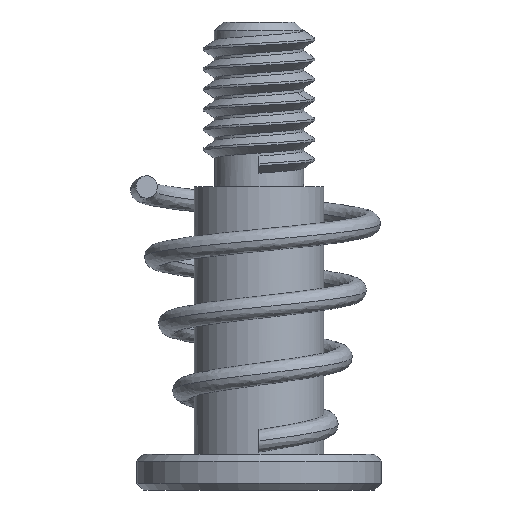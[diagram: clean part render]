
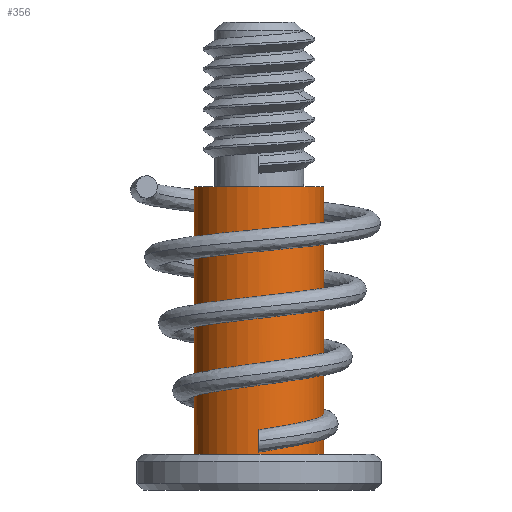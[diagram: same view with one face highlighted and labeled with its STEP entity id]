
A CAD part, front view. The second image highlights one B-rep face of the part: STEP entity #356.
In plain terms, the highlighted cylindrical face has radius 1.45 mm (diameter 2.9 mm), a partial arc.
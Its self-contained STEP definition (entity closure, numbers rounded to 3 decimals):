
#91=CYLINDRICAL_SURFACE('',#1267,1.45);
#136=LINE('',#3588,#217);
#137=LINE('',#3589,#218);
#138=LINE('',#3631,#219);
#139=LINE('',#3635,#220);
#140=LINE('',#3654,#221);
#217=VECTOR('',#1416,1.);
#218=VECTOR('',#1417,1.);
#219=VECTOR('',#1418,1.);
#220=VECTOR('',#1421,1.);
#221=VECTOR('',#1422,1.);
#318=B_SPLINE_CURVE_WITH_KNOTS('',3,(#3570,#3571,#3572,#3573,#3574,#3575,
#3576,#3577,#3578,#3579,#3580,#3581,#3582,#3583,#3584,#3585),
 .UNSPECIFIED.,.F.,.F.,(4,3,3,3,3,4),(0.,0.217,0.435,
0.652,0.87,1.),.UNSPECIFIED.);
#319=B_SPLINE_CURVE_WITH_KNOTS('',3,(#3591,#3592,#3593,#3594),
 .UNSPECIFIED.,.F.,.F.,(4,4),(0.,1.),.UNSPECIFIED.);
#320=B_SPLINE_CURVE_WITH_KNOTS('',3,(#3596,#3597,#3598,#3599,#3600,#3601,
#3602,#3603,#3604,#3605,#3606,#3607,#3608,#3609,#3610,#3611,#3612,#3613,
#3614,#3615,#3616,#3617,#3618,#3619,#3620,#3621,#3622,#3623,#3624,#3625,
#3626,#3627,#3628,#3629),.UNSPECIFIED.,.F.,.F.,(4,3,3,3,3,3,3,3,3,3,3,4),
(0.,0.329,0.553,0.704,0.804,
0.871,0.916,0.946,0.976,
0.988,0.996,1.),.UNSPECIFIED.);
#321=B_SPLINE_CURVE_WITH_KNOTS('',3,(#3637,#3638,#3639,#3640,#3641,#3642,
#3643,#3644,#3645,#3646,#3647,#3648,#3649,#3650,#3651,#3652),
 .UNSPECIFIED.,.F.,.F.,(4,3,3,3,3,4),(0.,0.211,0.421,
0.639,0.857,1.),.UNSPECIFIED.);
#356=ADVANCED_FACE('',(#442),#91,.T.);
#442=FACE_OUTER_BOUND('',#507,.T.);
#507=EDGE_LOOP('',(#691,#692,#693,#694,#695,#696,#697,#698,#699,#700,#701));
#691=ORIENTED_EDGE('',*,*,#1091,.F.);
#692=ORIENTED_EDGE('',*,*,#1092,.F.);
#693=ORIENTED_EDGE('',*,*,#1090,.T.);
#694=ORIENTED_EDGE('',*,*,#1093,.T.);
#695=ORIENTED_EDGE('',*,*,#1094,.F.);
#696=ORIENTED_EDGE('',*,*,#1095,.F.);
#697=ORIENTED_EDGE('',*,*,#1096,.T.);
#698=ORIENTED_EDGE('',*,*,#1097,.F.);
#699=ORIENTED_EDGE('',*,*,#1098,.F.);
#700=ORIENTED_EDGE('',*,*,#1099,.F.);
#701=ORIENTED_EDGE('',*,*,#1100,.T.);
#949=VERTEX_POINT('',#3566);
#950=VERTEX_POINT('',#3567);
#951=VERTEX_POINT('',#3586);
#952=VERTEX_POINT('',#3587);
#953=VERTEX_POINT('',#3590);
#954=VERTEX_POINT('',#3595);
#955=VERTEX_POINT('',#3630);
#956=VERTEX_POINT('',#3632);
#957=VERTEX_POINT('',#3634);
#958=VERTEX_POINT('',#3636);
#959=VERTEX_POINT('',#3653);
#1090=EDGE_CURVE('',#949,#950,#1203,.T.);
#1091=EDGE_CURVE('',#951,#952,#318,.T.);
#1092=EDGE_CURVE('',#949,#951,#136,.T.);
#1093=EDGE_CURVE('',#950,#953,#137,.T.);
#1094=EDGE_CURVE('',#954,#953,#319,.T.);
#1095=EDGE_CURVE('',#955,#954,#320,.T.);
#1096=EDGE_CURVE('',#955,#956,#138,.T.);
#1097=EDGE_CURVE('',#957,#956,#1204,.T.);
#1098=EDGE_CURVE('',#958,#957,#139,.T.);
#1099=EDGE_CURVE('',#959,#958,#321,.T.);
#1100=EDGE_CURVE('',#959,#952,#140,.T.);
#1203=CIRCLE('',#1264,1.45);
#1204=CIRCLE('',#1266,1.45);
#1264=AXIS2_PLACEMENT_3D('',#3568,#1412,#1413);
#1266=AXIS2_PLACEMENT_3D('',#3633,#1419,#1420);
#1267=AXIS2_PLACEMENT_3D('',#3655,#1423,#1424);
#1412=DIRECTION('',(0.,0.,-1.));
#1413=DIRECTION('',(1.,0.,0.));
#1416=DIRECTION('',(0.,0.,-1.));
#1417=DIRECTION('',(0.,0.,-1.));
#1418=DIRECTION('',(0.,0.,-1.));
#1419=DIRECTION('',(0.,0.,-1.));
#1420=DIRECTION('',(1.,0.,0.));
#1421=DIRECTION('',(0.,0.,-1.));
#1422=DIRECTION('',(0.,0.,1.));
#1423=DIRECTION('',(0.,0.,1.));
#1424=DIRECTION('',(1.,0.,0.));
#3566=CARTESIAN_POINT('',(1.45,0.,6.));
#3567=CARTESIAN_POINT('',(-1.45,0.,6.));
#3568=CARTESIAN_POINT('',(0.,0.,6.));
#3570=CARTESIAN_POINT('',(1.45,0.,0.912));
#3571=CARTESIAN_POINT('',(1.45,-0.164,0.887));
#3572=CARTESIAN_POINT('',(1.421,-0.331,0.861));
#3573=CARTESIAN_POINT('',(1.366,-0.485,0.836));
#3574=CARTESIAN_POINT('',(1.311,-0.64,0.81));
#3575=CARTESIAN_POINT('',(1.229,-0.787,0.784));
#3576=CARTESIAN_POINT('',(1.125,-0.915,0.758));
#3577=CARTESIAN_POINT('',(1.022,-1.042,0.732));
#3578=CARTESIAN_POINT('',(0.894,-1.153,0.705));
#3579=CARTESIAN_POINT('',(0.754,-1.238,0.679));
#3580=CARTESIAN_POINT('',(0.614,-1.324,0.653));
#3581=CARTESIAN_POINT('',(0.457,-1.386,0.626));
#3582=CARTESIAN_POINT('',(0.296,-1.42,0.599));
#3583=CARTESIAN_POINT('',(0.199,-1.44,0.583));
#3584=CARTESIAN_POINT('',(0.099,-1.45,0.566));
#3585=CARTESIAN_POINT('',(0.,-1.45,0.55));
#3586=CARTESIAN_POINT('',(1.45,0.,0.912));
#3587=CARTESIAN_POINT('',(0.,-1.45,0.55));
#3588=CARTESIAN_POINT('',(1.45,0.,6.));
#3589=CARTESIAN_POINT('',(-1.45,0.,6.));
#3590=CARTESIAN_POINT('',(-1.45,0.,1.504));
#3591=CARTESIAN_POINT('',(-1.401,-0.375,1.487));
#3592=CARTESIAN_POINT('',(-1.401,-0.375,1.514));
#3593=CARTESIAN_POINT('',(-1.45,-0.253,1.52));
#3594=CARTESIAN_POINT('',(-1.45,0.,1.504));
#3595=CARTESIAN_POINT('',(-1.401,-0.375,1.488));
#3596=CARTESIAN_POINT('',(-1.45,0.,1.346));
#3597=CARTESIAN_POINT('',(-1.45,-0.044,1.357));
#3598=CARTESIAN_POINT('',(-1.448,-0.087,1.369));
#3599=CARTESIAN_POINT('',(-1.444,-0.13,1.382));
#3600=CARTESIAN_POINT('',(-1.442,-0.159,1.39));
#3601=CARTESIAN_POINT('',(-1.438,-0.188,1.399));
#3602=CARTESIAN_POINT('',(-1.434,-0.217,1.409));
#3603=CARTESIAN_POINT('',(-1.431,-0.237,1.415));
#3604=CARTESIAN_POINT('',(-1.427,-0.256,1.422));
#3605=CARTESIAN_POINT('',(-1.424,-0.275,1.429));
#3606=CARTESIAN_POINT('',(-1.421,-0.287,1.434));
#3607=CARTESIAN_POINT('',(-1.419,-0.3,1.439));
#3608=CARTESIAN_POINT('',(-1.416,-0.312,1.444));
#3609=CARTESIAN_POINT('',(-1.414,-0.321,1.448));
#3610=CARTESIAN_POINT('',(-1.412,-0.329,1.451));
#3611=CARTESIAN_POINT('',(-1.41,-0.337,1.455));
#3612=CARTESIAN_POINT('',(-1.409,-0.342,1.458));
#3613=CARTESIAN_POINT('',(-1.408,-0.348,1.461));
#3614=CARTESIAN_POINT('',(-1.406,-0.353,1.464));
#3615=CARTESIAN_POINT('',(-1.406,-0.356,1.466));
#3616=CARTESIAN_POINT('',(-1.405,-0.359,1.468));
#3617=CARTESIAN_POINT('',(-1.404,-0.363,1.471));
#3618=CARTESIAN_POINT('',(-1.403,-0.366,1.473));
#3619=CARTESIAN_POINT('',(-1.402,-0.369,1.476));
#3620=CARTESIAN_POINT('',(-1.402,-0.372,1.479));
#3621=CARTESIAN_POINT('',(-1.401,-0.373,1.48));
#3622=CARTESIAN_POINT('',(-1.401,-0.373,1.481));
#3623=CARTESIAN_POINT('',(-1.401,-0.374,1.483));
#3624=CARTESIAN_POINT('',(-1.401,-0.375,1.484));
#3625=CARTESIAN_POINT('',(-1.401,-0.375,1.485));
#3626=CARTESIAN_POINT('',(-1.401,-0.375,1.486));
#3627=CARTESIAN_POINT('',(-1.401,-0.375,1.487));
#3628=CARTESIAN_POINT('',(-1.401,-0.375,1.487));
#3629=CARTESIAN_POINT('',(-1.401,-0.375,1.487));
#3630=CARTESIAN_POINT('',(-1.45,0.,1.346));
#3631=CARTESIAN_POINT('',(-1.45,0.,1.346));
#3632=CARTESIAN_POINT('',(-1.45,0.,0.));
#3633=CARTESIAN_POINT('',(0.,0.,0.));
#3634=CARTESIAN_POINT('',(1.45,0.,0.));
#3635=CARTESIAN_POINT('',(1.45,0.,0.438));
#3636=CARTESIAN_POINT('',(1.45,0.,0.438));
#3637=CARTESIAN_POINT('',(0.,-1.45,0.05));
#3638=CARTESIAN_POINT('',(0.159,-1.45,0.076));
#3639=CARTESIAN_POINT('',(0.32,-1.423,0.103));
#3640=CARTESIAN_POINT('',(0.471,-1.371,0.13));
#3641=CARTESIAN_POINT('',(0.621,-1.32,0.156));
#3642=CARTESIAN_POINT('',(0.765,-1.242,0.183));
#3643=CARTESIAN_POINT('',(0.891,-1.144,0.21));
#3644=CARTESIAN_POINT('',(1.02,-1.043,0.238));
#3645=CARTESIAN_POINT('',(1.134,-0.918,0.267));
#3646=CARTESIAN_POINT('',(1.223,-0.779,0.295));
#3647=CARTESIAN_POINT('',(1.311,-0.64,0.323));
#3648=CARTESIAN_POINT('',(1.377,-0.484,0.352));
#3649=CARTESIAN_POINT('',(1.413,-0.324,0.381));
#3650=CARTESIAN_POINT('',(1.438,-0.218,0.4));
#3651=CARTESIAN_POINT('',(1.45,-0.109,0.419));
#3652=CARTESIAN_POINT('',(1.45,0.,0.438));
#3653=CARTESIAN_POINT('',(0.,-1.45,0.05));
#3654=CARTESIAN_POINT('',(0.,-1.45,0.05));
#3655=CARTESIAN_POINT('',(0.,0.,-1.325));
